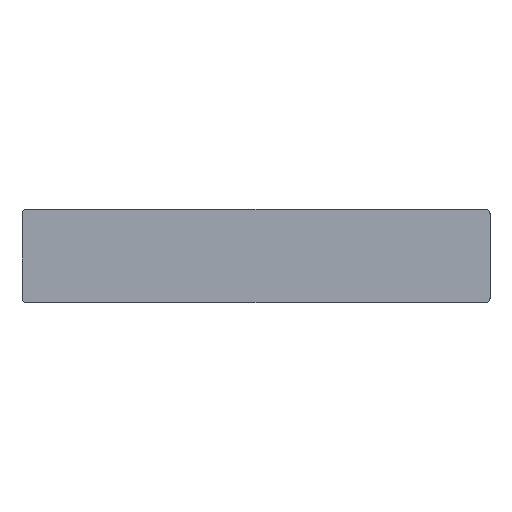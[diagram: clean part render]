
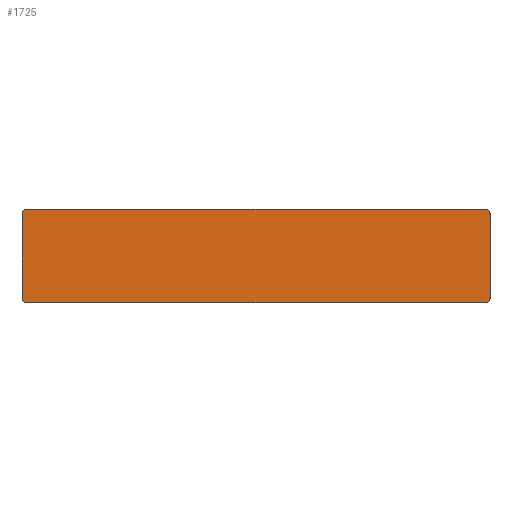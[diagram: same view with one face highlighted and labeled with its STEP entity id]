
A CAD part, top view. The second image highlights one B-rep face of the part: STEP entity #1725.
In plain terms, the highlighted planar face has unit normal (0, 0, 1).
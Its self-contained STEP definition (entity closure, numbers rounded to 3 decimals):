
#142 = VECTOR ( 'NONE', #929, 1000. ) ;
#172 = PLANE ( 'NONE',  #2341 ) ;
#324 = EDGE_CURVE ( 'NONE', #808, #1994, #907, .T. ) ;
#347 = EDGE_CURVE ( 'NONE', #2697, #2733, #672, .T. ) ;
#460 = ORIENTED_EDGE ( 'NONE', *, *, #1507, .T. ) ;
#498 = ORIENTED_EDGE ( 'NONE', *, *, #1283, .T. ) ;
#547 = CARTESIAN_POINT ( 'NONE',  ( -44.049, -15.249, 2. ) ) ;
#573 = CIRCLE ( 'NONE', #2427, 1. ) ;
#577 = DIRECTION ( 'NONE',  ( 0., 0., 1. ) ) ;
#649 = CARTESIAN_POINT ( 'NONE',  ( -44.049, 2.751, 2. ) ) ;
#672 = CIRCLE ( 'NONE', #2860, 1. ) ;
#751 = ORIENTED_EDGE ( 'NONE', *, *, #1784, .F. ) ;
#767 = DIRECTION ( 'NONE',  ( 0., 0., 1. ) ) ;
#788 = LINE ( 'NONE', #2900, #1202 ) ;
#808 = VERTEX_POINT ( 'NONE', #874 ) ;
#817 = VECTOR ( 'NONE', #2615, 1000. ) ;
#857 = CARTESIAN_POINT ( 'NONE',  ( -44.049, 3.751, 2. ) ) ;
#865 = DIRECTION ( 'NONE',  ( 0., 0., 1. ) ) ;
#874 = CARTESIAN_POINT ( 'NONE',  ( 54.951, 2.751, 2. ) ) ;
#907 = CIRCLE ( 'NONE', #1602, 1. ) ;
#929 = DIRECTION ( 'NONE',  ( 0., -1., 0. ) ) ;
#940 = CARTESIAN_POINT ( 'NONE',  ( -45.049, 3.751, 2. ) ) ;
#993 = CARTESIAN_POINT ( 'NONE',  ( 53.951, 2.751, 2. ) ) ;
#1036 = DIRECTION ( 'NONE',  ( 1., 0., 0. ) ) ;
#1073 = VERTEX_POINT ( 'NONE', #1334 ) ;
#1140 = VERTEX_POINT ( 'NONE', #2283 ) ;
#1155 = LINE ( 'NONE', #940, #1649 ) ;
#1202 = VECTOR ( 'NONE', #2630, 1000. ) ;
#1212 = DIRECTION ( 'NONE',  ( 1., 0., 0. ) ) ;
#1271 = CARTESIAN_POINT ( 'NONE',  ( 0., 0., 2. ) ) ;
#1283 = EDGE_CURVE ( 'NONE', #1140, #2005, #1378, .T. ) ;
#1296 = EDGE_LOOP ( 'NONE', ( #2783, #2043, #751, #1465, #498, #1434, #460, #2655 ) ) ;
#1334 = CARTESIAN_POINT ( 'NONE',  ( -44.049, -16.249, 2. ) ) ;
#1378 = LINE ( 'NONE', #2326, #142 ) ;
#1434 = ORIENTED_EDGE ( 'NONE', *, *, #2920, .T. ) ;
#1465 = ORIENTED_EDGE ( 'NONE', *, *, #1791, .T. ) ;
#1507 = EDGE_CURVE ( 'NONE', #1073, #2697, #2127, .T. ) ;
#1602 = AXIS2_PLACEMENT_3D ( 'NONE', #993, #767, #1666 ) ;
#1649 = VECTOR ( 'NONE', #2342, 1000. ) ;
#1666 = DIRECTION ( 'NONE',  ( 1., 0., 0. ) ) ;
#1708 = DIRECTION ( 'NONE',  ( 0., 0., 1. ) ) ;
#1725 = ADVANCED_FACE ( 'NONE', ( #2219 ), #172, .T. ) ;
#1784 = EDGE_CURVE ( 'NONE', #2299, #1994, #1155, .T. ) ;
#1791 = EDGE_CURVE ( 'NONE', #2299, #1140, #573, .T. ) ;
#1892 = CARTESIAN_POINT ( 'NONE',  ( 54.951, -15.249, 2. ) ) ;
#1901 = AXIS2_PLACEMENT_3D ( 'NONE', #547, #577, #1212 ) ;
#1943 = CARTESIAN_POINT ( 'NONE',  ( -45.049, -16.249, 2. ) ) ;
#1994 = VERTEX_POINT ( 'NONE', #2124 ) ;
#2005 = VERTEX_POINT ( 'NONE', #2601 ) ;
#2043 = ORIENTED_EDGE ( 'NONE', *, *, #324, .T. ) ;
#2094 = DIRECTION ( 'NONE',  ( 0., 0., 1. ) ) ;
#2124 = CARTESIAN_POINT ( 'NONE',  ( 53.951, 3.751, 2. ) ) ;
#2127 = LINE ( 'NONE', #1943, #817 ) ;
#2219 = FACE_OUTER_BOUND ( 'NONE', #1296, .T. ) ;
#2283 = CARTESIAN_POINT ( 'NONE',  ( -45.049, 2.751, 2. ) ) ;
#2299 = VERTEX_POINT ( 'NONE', #857 ) ;
#2326 = CARTESIAN_POINT ( 'NONE',  ( -45.049, 3.751, 2. ) ) ;
#2341 = AXIS2_PLACEMENT_3D ( 'NONE', #1271, #865, #1036 ) ;
#2342 = DIRECTION ( 'NONE',  ( 1., 0., 0. ) ) ;
#2363 = EDGE_CURVE ( 'NONE', #808, #2733, #788, .T. ) ;
#2427 = AXIS2_PLACEMENT_3D ( 'NONE', #649, #2094, #2762 ) ;
#2552 = CARTESIAN_POINT ( 'NONE',  ( 53.951, -16.249, 2. ) ) ;
#2601 = CARTESIAN_POINT ( 'NONE',  ( -45.049, -15.249, 2. ) ) ;
#2615 = DIRECTION ( 'NONE',  ( 1., 0., 0. ) ) ;
#2630 = DIRECTION ( 'NONE',  ( 0., -1., 0. ) ) ;
#2651 = CARTESIAN_POINT ( 'NONE',  ( 53.951, -15.249, 2. ) ) ;
#2655 = ORIENTED_EDGE ( 'NONE', *, *, #347, .T. ) ;
#2697 = VERTEX_POINT ( 'NONE', #2552 ) ;
#2733 = VERTEX_POINT ( 'NONE', #1892 ) ;
#2762 = DIRECTION ( 'NONE',  ( 1., 0., 0. ) ) ;
#2783 = ORIENTED_EDGE ( 'NONE', *, *, #2363, .F. ) ;
#2860 = AXIS2_PLACEMENT_3D ( 'NONE', #2651, #1708, #2861 ) ;
#2861 = DIRECTION ( 'NONE',  ( 1., 0., 0. ) ) ;
#2900 = CARTESIAN_POINT ( 'NONE',  ( 54.951, 3.751, 2. ) ) ;
#2920 = EDGE_CURVE ( 'NONE', #2005, #1073, #2922, .T. ) ;
#2922 = CIRCLE ( 'NONE', #1901, 1. ) ;
